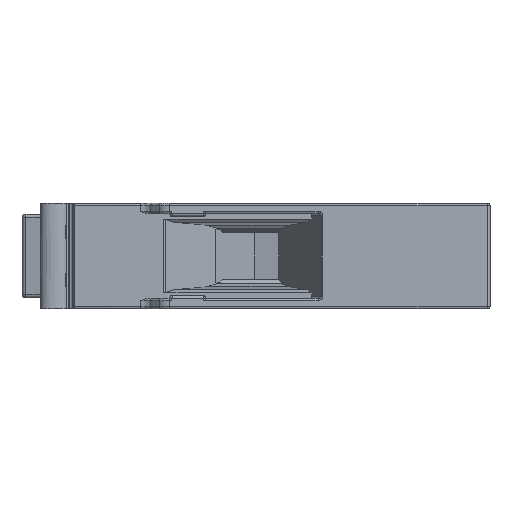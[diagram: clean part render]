
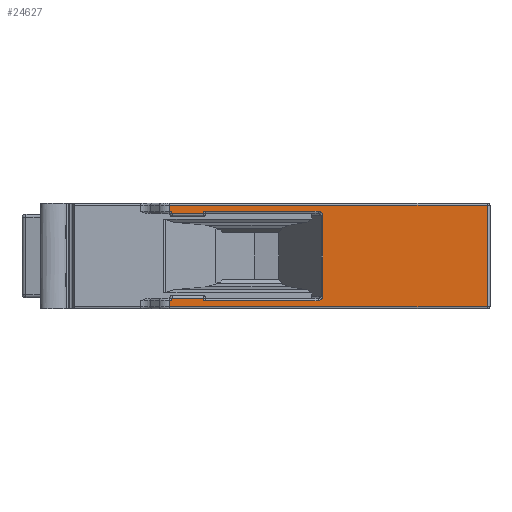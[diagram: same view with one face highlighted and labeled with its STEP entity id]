
A CAD part, left-side view. The second image highlights one B-rep face of the part: STEP entity #24627.
In plain terms, the highlighted planar face has unit normal (-1, 0, 0).
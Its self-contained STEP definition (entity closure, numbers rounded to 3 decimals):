
#2757=DIRECTION('',(0.,1.,0.));
#2758=VECTOR('',#2757,0.036);
#2759=CARTESIAN_POINT('',(-9.3,-10.464,-3.15));
#2760=LINE('',#2759,#2758);
#2761=CARTESIAN_POINT('',(-9.3,-10.464,-3.));
#2762=DIRECTION('',(1.,0.,0.));
#2763=DIRECTION('',(0.,-1.,0.));
#2764=AXIS2_PLACEMENT_3D('',#2761,#2762,#2763);
#2766=DIRECTION('',(0.,-1.,0.));
#2767=VECTOR('',#2766,2.2);
#2768=CARTESIAN_POINT('',(-9.3,-10.614,-3.));
#2769=LINE('',#2768,#2767);
#2770=CARTESIAN_POINT('',(-9.3,-12.964,-3.));
#2771=DIRECTION('',(-1.,0.,0.));
#2772=DIRECTION('',(0.,1.,0.));
#2773=AXIS2_PLACEMENT_3D('',#2770,#2771,#2772);
#2775=DIRECTION('',(0.,1.,0.));
#2776=VECTOR('',#2775,7.981);
#2777=CARTESIAN_POINT('',(-9.3,-20.945,-3.15));
#2778=LINE('',#2777,#2776);
#2779=CARTESIAN_POINT('',(-9.3,-20.945,-3.15));
#2780=CARTESIAN_POINT('',(-9.3,-20.966,
-3.15));
#2781=CARTESIAN_POINT('',(-9.3,-21.006,
-3.147));
#2782=CARTESIAN_POINT('',(-9.3,-21.054,
-3.136));
#2783=CARTESIAN_POINT('',(-9.3,-21.102,
-3.119));
#2784=CARTESIAN_POINT('',(-9.3,-21.148,
-3.095));
#2785=CARTESIAN_POINT('',(-9.3,-21.192,
-3.062));
#2786=CARTESIAN_POINT('',(-9.3,-21.233,
-3.02));
#2787=CARTESIAN_POINT('',(-9.3,-21.266,
-2.969));
#2788=CARTESIAN_POINT('',(-9.3,-21.287,
-2.911));
#2789=CARTESIAN_POINT('',(-9.3,-21.291,
-2.871));
#2790=CARTESIAN_POINT('',(-9.3,-21.291,
-2.85));
#2792=DIRECTION('',(0.,0.,1.));
#2793=VECTOR('',#2792,5.7);
#2794=CARTESIAN_POINT('',(-9.3,-21.291,
-2.85));
#2795=LINE('',#2794,#2793);
#2796=CARTESIAN_POINT('',(-9.3,-21.291,
2.85));
#2797=CARTESIAN_POINT('',(-9.3,-21.291,
2.862));
#2798=CARTESIAN_POINT('',(-9.3,-21.29,
2.888));
#2799=CARTESIAN_POINT('',(-9.3,-21.281,
2.929));
#2800=CARTESIAN_POINT('',(-9.3,-21.263,
2.973));
#2801=CARTESIAN_POINT('',(-9.3,-21.236,
3.016));
#2802=CARTESIAN_POINT('',(-9.3,-21.199,
3.056));
#2803=CARTESIAN_POINT('',(-9.3,-21.156,
3.09));
#2804=CARTESIAN_POINT('',(-9.3,-21.107,
3.117));
#2805=CARTESIAN_POINT('',(-9.3,-21.054,
3.136));
#2806=CARTESIAN_POINT('',(-9.3,-21.,
3.147));
#2807=CARTESIAN_POINT('',(-9.3,-20.963,
3.15));
#2808=CARTESIAN_POINT('',(-9.3,-20.945,3.15));
#2810=DIRECTION('',(0.,-1.,0.));
#2811=VECTOR('',#2810,7.981);
#2812=CARTESIAN_POINT('',(-9.3,-12.964,3.15));
#2813=LINE('',#2812,#2811);
#2814=CARTESIAN_POINT('',(-9.3,-12.964,3.));
#2815=DIRECTION('',(-1.,0.,0.));
#2816=DIRECTION('',(0.,0.,1.));
#2817=AXIS2_PLACEMENT_3D('',#2814,#2815,#2816);
#2819=DIRECTION('',(0.,-1.,0.));
#2820=VECTOR('',#2819,2.2);
#2821=CARTESIAN_POINT('',(-9.3,-10.614,3.));
#2822=LINE('',#2821,#2820);
#2823=CARTESIAN_POINT('',(-9.3,-10.464,3.));
#2824=DIRECTION('',(1.,0.,0.));
#2825=DIRECTION('',(0.,0.,1.));
#2826=AXIS2_PLACEMENT_3D('',#2823,#2824,#2825);
#2828=DIRECTION('',(0.,-1.,0.));
#2829=VECTOR('',#2828,0.036);
#2830=CARTESIAN_POINT('',(-9.3,-10.428,3.15));
#2831=LINE('',#2830,#2829);
#2832=DIRECTION('',(0.,0.,-1.));
#2833=VECTOR('',#2832,0.45);
#2834=CARTESIAN_POINT('',(-9.3,-10.428,3.6));
#2835=LINE('',#2834,#2833);
#2836=DIRECTION('',(0.,-1.,0.));
#2837=VECTOR('',#2836,22.486);
#2838=CARTESIAN_POINT('',(-9.3,-10.428,3.6));
#2839=LINE('',#2838,#2837);
#2840=DIRECTION('',(0.,0.,-1.));
#2841=VECTOR('',#2840,7.2);
#2842=CARTESIAN_POINT('',(-9.3,-32.914,3.6));
#2843=LINE('',#2842,#2841);
#2844=DIRECTION('',(0.,1.,0.));
#2845=VECTOR('',#2844,22.486);
#2846=CARTESIAN_POINT('',(-9.3,-32.914,-3.6));
#2847=LINE('',#2846,#2845);
#2848=DIRECTION('',(0.,0.,-1.));
#2849=VECTOR('',#2848,0.45);
#2850=CARTESIAN_POINT('',(-9.3,-10.428,-3.15));
#2851=LINE('',#2850,#2849);
#20069=CARTESIAN_POINT('',(-9.3,-32.914,3.6));
#20070=VERTEX_POINT('',#20069);
#20073=CARTESIAN_POINT('',(-9.3,-10.428,3.6));
#20074=VERTEX_POINT('',#20073);
#20193=CARTESIAN_POINT('',(-9.3,-10.428,-3.6));
#20194=VERTEX_POINT('',#20193);
#20197=CARTESIAN_POINT('',(-9.3,-32.914,-3.6));
#20198=VERTEX_POINT('',#20197);
#20277=CARTESIAN_POINT('',(-9.3,-10.614,-3.));
#20278=VERTEX_POINT('',#20277);
#20291=CARTESIAN_POINT('',(-9.3,-10.428,-3.15));
#20292=VERTEX_POINT('',#20291);
#20295=CARTESIAN_POINT('',(-9.3,-10.464,-3.15));
#20296=VERTEX_POINT('',#20295);
#20309=CARTESIAN_POINT('',(-9.3,-10.614,3.));
#20310=VERTEX_POINT('',#20309);
#20325=CARTESIAN_POINT('',(-9.3,-10.428,3.15));
#20326=VERTEX_POINT('',#20325);
#20329=CARTESIAN_POINT('',(-9.3,-10.464,3.15));
#20330=VERTEX_POINT('',#20329);
#20351=CARTESIAN_POINT('',(-9.3,-12.814,-3.));
#20352=VERTEX_POINT('',#20351);
#20375=CARTESIAN_POINT('',(-9.3,-12.814,3.));
#20376=VERTEX_POINT('',#20375);
#20377=CARTESIAN_POINT('',(-9.3,-12.964,3.15));
#20378=CARTESIAN_POINT('',(-9.3,-20.945,3.15));
#20379=VERTEX_POINT('',#20377);
#20380=VERTEX_POINT('',#20378);
#20381=CARTESIAN_POINT('',(-9.3,-21.291,
-2.85));
#20382=CARTESIAN_POINT('',(-9.3,-21.291,
2.85));
#20383=VERTEX_POINT('',#20381);
#20384=VERTEX_POINT('',#20382);
#20391=CARTESIAN_POINT('',(-9.3,-20.945,-3.15));
#20392=CARTESIAN_POINT('',(-9.3,-12.964,-3.15));
#20393=VERTEX_POINT('',#20391);
#20394=VERTEX_POINT('',#20392);
#24588=CARTESIAN_POINT('',(-9.3,-10.014,-3.75));
#24589=DIRECTION('',(-1.,0.,0.));
#24590=DIRECTION('',(0.,-1.,0.));
#24591=AXIS2_PLACEMENT_3D('',#24588,#24589,#24590);
#24592=PLANE('',#24591);
#24594=ORIENTED_EDGE('',*,*,#24593,.F.);
#24596=ORIENTED_EDGE('',*,*,#24595,.F.);
#24597=ORIENTED_EDGE('',*,*,#24380,.T.);
#24599=ORIENTED_EDGE('',*,*,#24598,.T.);
#24601=ORIENTED_EDGE('',*,*,#24600,.F.);
#24603=ORIENTED_EDGE('',*,*,#24602,.T.);
#24605=ORIENTED_EDGE('',*,*,#24604,.T.);
#24607=ORIENTED_EDGE('',*,*,#24606,.T.);
#24609=ORIENTED_EDGE('',*,*,#24608,.F.);
#24611=ORIENTED_EDGE('',*,*,#24610,.T.);
#24612=ORIENTED_EDGE('',*,*,#24579,.F.);
#24614=ORIENTED_EDGE('',*,*,#24613,.F.);
#24616=ORIENTED_EDGE('',*,*,#24615,.F.);
#24618=ORIENTED_EDGE('',*,*,#24617,.F.);
#24619=ORIENTED_EDGE('',*,*,#23263,.T.);
#24621=ORIENTED_EDGE('',*,*,#24620,.T.);
#24622=ORIENTED_EDGE('',*,*,#24103,.T.);
#24624=ORIENTED_EDGE('',*,*,#24623,.F.);
#24625=EDGE_LOOP('',(#24594,#24596,#24597,#24599,#24601,#24603,#24605,#24607,
#24609,#24611,#24612,#24614,#24616,#24618,#24619,#24621,#24622,#24624));
#24626=FACE_OUTER_BOUND('',#24625,.F.);
#24627=ADVANCED_FACE('',(#24626),#24592,.T.);
#2765=CIRCLE('',#2764,0.15);
#2774=CIRCLE('',#2773,0.15);
#2791=B_SPLINE_CURVE_WITH_KNOTS('',3,(#2779,#2780,#2781,#2782,#2783,#2784,#2785,
#2786,#2787,#2788,#2789,#2790),.UNSPECIFIED.,.F.,.F.,(4,1,1,1,1,1,1,1,1,4),
(0.,0.111,0.222,0.333,0.444,
0.556,0.667,0.778,0.889,1.),
.UNSPECIFIED.);
#2809=B_SPLINE_CURVE_WITH_KNOTS('',3,(#2796,#2797,#2798,#2799,#2800,#2801,#2802,
#2803,#2804,#2805,#2806,#2807,#2808),.UNSPECIFIED.,.F.,.F.,(4,1,1,1,1,1,1,1,1,1,
4),(0.,0.1,0.2,0.3,0.4,0.5,0.6,0.7,0.8,0.9,1.),
.UNSPECIFIED.);
#2818=CIRCLE('',#2817,0.15);
#2827=CIRCLE('',#2826,0.15);
#23263=EDGE_CURVE('',#20074,#20070,#2839,.T.);
#24103=EDGE_CURVE('',#20198,#20194,#2847,.T.);
#24380=EDGE_CURVE('',#20278,#20352,#2769,.T.);
#24579=EDGE_CURVE('',#20310,#20376,#2822,.T.);
#24593=EDGE_CURVE('',#20296,#20292,#2760,.T.);
#24595=EDGE_CURVE('',#20278,#20296,#2765,.T.);
#24598=EDGE_CURVE('',#20352,#20394,#2774,.T.);
#24600=EDGE_CURVE('',#20393,#20394,#2778,.T.);
#24602=EDGE_CURVE('',#20393,#20383,#2791,.T.);
#24604=EDGE_CURVE('',#20383,#20384,#2795,.T.);
#24606=EDGE_CURVE('',#20384,#20380,#2809,.T.);
#24608=EDGE_CURVE('',#20379,#20380,#2813,.T.);
#24610=EDGE_CURVE('',#20379,#20376,#2818,.T.);
#24613=EDGE_CURVE('',#20330,#20310,#2827,.T.);
#24615=EDGE_CURVE('',#20326,#20330,#2831,.T.);
#24617=EDGE_CURVE('',#20074,#20326,#2835,.T.);
#24620=EDGE_CURVE('',#20070,#20198,#2843,.T.);
#24623=EDGE_CURVE('',#20292,#20194,#2851,.T.);
